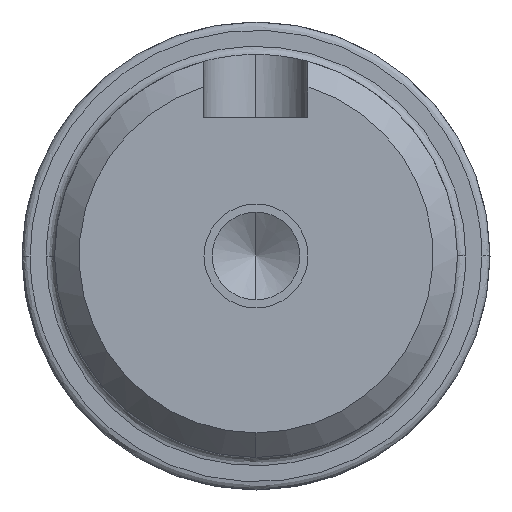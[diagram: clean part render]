
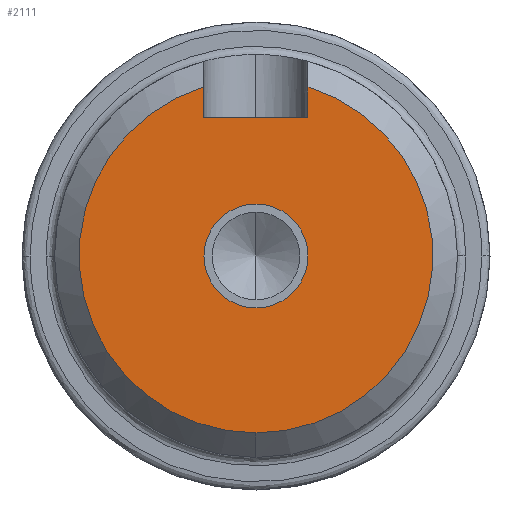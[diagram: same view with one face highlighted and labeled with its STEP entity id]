
A CAD part, left-side view. The second image highlights one B-rep face of the part: STEP entity #2111.
In plain terms, the highlighted planar face has unit normal (-1, 0, 0).
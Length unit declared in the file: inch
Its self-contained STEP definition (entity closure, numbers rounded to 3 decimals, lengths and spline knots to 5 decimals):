
#32 = EDGE_LOOP ( 'NONE', ( #2125, #1993 ) ) ;
#33 = DIRECTION ( 'NONE',  ( 0., 0., -1. ) ) ;
#34 = DIRECTION ( 'NONE',  ( 1., 0., 0. ) ) ;
#35 = CARTESIAN_POINT ( 'NONE',  ( -14.72177, 0., 0. ) ) ;
#147 = VERTEX_POINT ( 'NONE', #882 ) ;
#196 = FACE_BOUND ( 'NONE', #32, .T. ) ;
#231 = CARTESIAN_POINT ( 'NONE',  ( -14.72177, -0.25, 0.81302 ) ) ;
#295 = VERTEX_POINT ( 'NONE', #231 ) ;
#338 = VERTEX_POINT ( 'NONE', #920 ) ;
#434 = LINE ( 'NONE', #1678, #2144 ) ;
#493 = AXIS2_PLACEMENT_3D ( 'NONE', #1192, #1178, #1126 ) ;
#573 = AXIS2_PLACEMENT_3D ( 'NONE', #35, #34, #33 ) ;
#723 = VECTOR ( 'NONE', #1916, 39.37008 ) ;
#727 = LINE ( 'NONE', #1930, #723 ) ;
#772 = EDGE_LOOP ( 'NONE', ( #1578, #1487, #2022, #1541, #2060 ) ) ;
#882 = CARTESIAN_POINT ( 'NONE',  ( -14.72177, 0., -0.25 ) ) ;
#903 = AXIS2_PLACEMENT_3D ( 'NONE', #2028, #2026, #2024 ) ;
#916 = AXIS2_PLACEMENT_3D ( 'NONE', #2056, #2055, #2052 ) ;
#920 = CARTESIAN_POINT ( 'NONE',  ( -14.72177, -0.25, 0.66516 ) ) ;
#955 = VECTOR ( 'NONE', #2035, 39.37008 ) ;
#974 = EDGE_CURVE ( 'NONE', #1945, #1122, #1324, .T. ) ;
#976 = CIRCLE ( 'NONE', #493, 0.25 ) ;
#978 = VERTEX_POINT ( 'NONE', #2070 ) ;
#983 = VERTEX_POINT ( 'NONE', #2058 ) ;
#985 = LINE ( 'NONE', #2133, #955 ) ;
#992 = EDGE_CURVE ( 'NONE', #983, #1122, #985, .T. ) ;
#1007 = EDGE_CURVE ( 'NONE', #978, #147, #1012, .T. ) ;
#1012 = CIRCLE ( 'NONE', #903, 0.25 ) ;
#1100 = EDGE_CURVE ( 'NONE', #295, #338, #727, .T. ) ;
#1122 = VERTEX_POINT ( 'NONE', #1907 ) ;
#1126 = DIRECTION ( 'NONE',  ( 0., 0., 1. ) ) ;
#1178 = DIRECTION ( 'NONE',  ( -1., 0., 0. ) ) ;
#1192 = CARTESIAN_POINT ( 'NONE',  ( -14.72177, 0., 0. ) ) ;
#1208 = CARTESIAN_POINT ( 'NONE',  ( -14.72177, 0., -0.85059 ) ) ;
#1324 = CIRCLE ( 'NONE', #916, 0.85059 ) ;
#1442 = DIRECTION ( 'NONE',  ( 0., -1., 0. ) ) ;
#1487 = ORIENTED_EDGE ( 'NONE', *, *, #974, .F. ) ;
#1541 = ORIENTED_EDGE ( 'NONE', *, *, #1100, .T. ) ;
#1578 = ORIENTED_EDGE ( 'NONE', *, *, #992, .T. ) ;
#1678 = CARTESIAN_POINT ( 'NONE',  ( -14.72177, 0., 0.66516 ) ) ;
#1684 = CIRCLE ( 'NONE', #573, 0.85059 ) ;
#1708 = EDGE_CURVE ( 'NONE', #295, #1945, #1684, .T. ) ;
#1749 = DIRECTION ( 'NONE',  ( 0., 1., 0. ) ) ;
#1761 = PLANE ( 'NONE',  #2066 ) ;
#1783 = CARTESIAN_POINT ( 'NONE',  ( -14.72177, 0., 0. ) ) ;
#1786 = FACE_OUTER_BOUND ( 'NONE', #772, .T. ) ;
#1788 = DIRECTION ( 'NONE',  ( 1., 0., 0. ) ) ;
#1830 = EDGE_CURVE ( 'NONE', #983, #338, #434, .T. ) ;
#1862 = EDGE_CURVE ( 'NONE', #147, #978, #976, .T. ) ;
#1907 = CARTESIAN_POINT ( 'NONE',  ( -14.72177, 0.25, 0.81302 ) ) ;
#1916 = DIRECTION ( 'NONE',  ( 0., 0., -1. ) ) ;
#1930 = CARTESIAN_POINT ( 'NONE',  ( -14.72177, -0.25, 0.66516 ) ) ;
#1945 = VERTEX_POINT ( 'NONE', #1208 ) ;
#1993 = ORIENTED_EDGE ( 'NONE', *, *, #1862, .F. ) ;
#2022 = ORIENTED_EDGE ( 'NONE', *, *, #1708, .F. ) ;
#2024 = DIRECTION ( 'NONE',  ( 0., 0., 1. ) ) ;
#2026 = DIRECTION ( 'NONE',  ( -1., 0., 0. ) ) ;
#2028 = CARTESIAN_POINT ( 'NONE',  ( -14.72177, 0., 0. ) ) ;
#2035 = DIRECTION ( 'NONE',  ( 0., 0., 1. ) ) ;
#2052 = DIRECTION ( 'NONE',  ( 0., 0., -1. ) ) ;
#2055 = DIRECTION ( 'NONE',  ( 1., 0., 0. ) ) ;
#2056 = CARTESIAN_POINT ( 'NONE',  ( -14.72177, 0., 0. ) ) ;
#2058 = CARTESIAN_POINT ( 'NONE',  ( -14.72177, 0.25, 0.66516 ) ) ;
#2060 = ORIENTED_EDGE ( 'NONE', *, *, #1830, .F. ) ;
#2066 = AXIS2_PLACEMENT_3D ( 'NONE', #1783, #1788, #1749 ) ;
#2070 = CARTESIAN_POINT ( 'NONE',  ( -14.72177, 0., 0.25 ) ) ;
#2111 = ADVANCED_FACE ( 'NONE', ( #1786, #196 ), #1761, .F. ) ;
#2125 = ORIENTED_EDGE ( 'NONE', *, *, #1007, .F. ) ;
#2133 = CARTESIAN_POINT ( 'NONE',  ( -14.72177, 0.25, 0.66516 ) ) ;
#2144 = VECTOR ( 'NONE', #1442, 39.37008 ) ;
